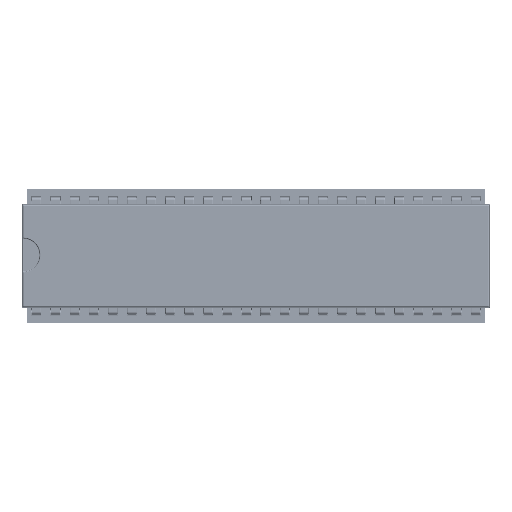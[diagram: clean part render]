
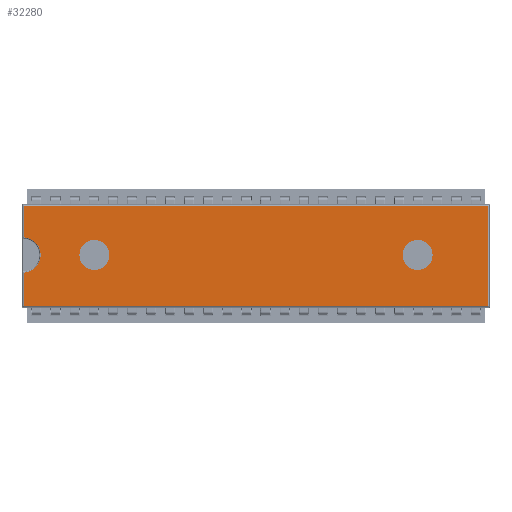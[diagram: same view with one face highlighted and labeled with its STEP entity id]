
A CAD part, top view. The second image highlights one B-rep face of the part: STEP entity #32280.
In plain terms, the highlighted planar face has unit normal (0, 0, 1).
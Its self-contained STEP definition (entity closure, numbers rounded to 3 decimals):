
#622=FACE_BOUND('',#5341,.T.);
#623=FACE_BOUND('',#5342,.T.);
#1946=PLANE('',#34598);
#3660=FACE_OUTER_BOUND('',#5340,.T.);
#5340=EDGE_LOOP('',(#29071,#29072,#29073,#29074,#29075,#29076));
#5341=EDGE_LOOP('',(#29077));
#5342=EDGE_LOOP('',(#29078));
#9014=LINE('',#55167,#12685);
#9015=LINE('',#55171,#12686);
#9016=LINE('',#55173,#12687);
#9017=LINE('',#55175,#12688);
#9018=LINE('',#55176,#12689);
#12685=VECTOR('',#42603,10.);
#12686=VECTOR('',#42608,10.);
#12687=VECTOR('',#42609,10.);
#12688=VECTOR('',#42610,10.);
#12689=VECTOR('',#42611,10.);
#13319=CIRCLE('',#34588,2.35);
#13324=CIRCLE('',#34599,2.);
#13325=CIRCLE('',#34600,2.);
#16317=VERTEX_POINT('',#55123);
#16318=VERTEX_POINT('',#55125);
#16324=VERTEX_POINT('',#55166);
#16325=VERTEX_POINT('',#55170);
#16326=VERTEX_POINT('',#55172);
#16327=VERTEX_POINT('',#55174);
#16328=VERTEX_POINT('',#55177);
#16329=VERTEX_POINT('',#55179);
#20806=EDGE_CURVE('',#16318,#16317,#13319,.T.);
#20816=EDGE_CURVE('',#16317,#16324,#9014,.T.);
#20818=EDGE_CURVE('',#16325,#16318,#9015,.T.);
#20819=EDGE_CURVE('',#16326,#16325,#9016,.T.);
#20820=EDGE_CURVE('',#16327,#16326,#9017,.T.);
#20821=EDGE_CURVE('',#16324,#16327,#9018,.T.);
#20822=EDGE_CURVE('',#16328,#16328,#13324,.T.);
#20823=EDGE_CURVE('',#16329,#16329,#13325,.T.);
#29071=ORIENTED_EDGE('',*,*,#20806,.F.);
#29072=ORIENTED_EDGE('',*,*,#20818,.F.);
#29073=ORIENTED_EDGE('',*,*,#20819,.F.);
#29074=ORIENTED_EDGE('',*,*,#20820,.F.);
#29075=ORIENTED_EDGE('',*,*,#20821,.F.);
#29076=ORIENTED_EDGE('',*,*,#20816,.F.);
#29077=ORIENTED_EDGE('',*,*,#20822,.T.);
#29078=ORIENTED_EDGE('',*,*,#20823,.T.);
#32280=ADVANCED_FACE('',(#3660,#622,#623),#1946,.T.);
#34588=AXIS2_PLACEMENT_3D('',#55127,#42580,#42581);
#34598=AXIS2_PLACEMENT_3D('',#55169,#42606,#42607);
#34599=AXIS2_PLACEMENT_3D('',#55178,#42612,#42613);
#34600=AXIS2_PLACEMENT_3D('',#55180,#42614,#42615);
#42580=DIRECTION('center_axis',(0.,0.,1.));
#42581=DIRECTION('ref_axis',(1.,0.,0.));
#42603=DIRECTION('',(0.,1.,0.));
#42606=DIRECTION('center_axis',(0.,0.,1.));
#42607=DIRECTION('ref_axis',(1.,0.,0.));
#42608=DIRECTION('',(0.,1.,0.));
#42609=DIRECTION('',(-1.,0.,0.));
#42610=DIRECTION('',(0.,-1.,0.));
#42611=DIRECTION('',(1.,0.,0.));
#42612=DIRECTION('center_axis',(0.,0.,-1.));
#42613=DIRECTION('ref_axis',(-1.,0.,0.));
#42614=DIRECTION('center_axis',(0.,0.,-1.));
#42615=DIRECTION('ref_axis',(-1.,0.,0.));
#55123=CARTESIAN_POINT('',(-0.772,10.383,3.85));
#55125=CARTESIAN_POINT('',(-0.772,5.686,3.85));
#55127=CARTESIAN_POINT('Origin',(-0.865,8.035,3.85));
#55166=CARTESIAN_POINT('',(-0.772,14.572,3.85));
#55167=CARTESIAN_POINT('',(-0.772,9.625,3.85));
#55169=CARTESIAN_POINT('Origin',(30.125,7.9,3.85));
#55170=CARTESIAN_POINT('',(-0.772,1.228,3.85));
#55171=CARTESIAN_POINT('',(-0.772,9.625,3.85));
#55172=CARTESIAN_POINT('',(61.022,1.228,3.85));
#55173=CARTESIAN_POINT('',(22.344,1.228,3.85));
#55174=CARTESIAN_POINT('',(61.022,14.572,3.85));
#55175=CARTESIAN_POINT('',(61.022,6.175,3.85));
#55176=CARTESIAN_POINT('',(37.906,14.572,3.85));
#55177=CARTESIAN_POINT('',(53.615,8.035,3.85));
#55178=CARTESIAN_POINT('Origin',(51.615,8.035,3.85));
#55179=CARTESIAN_POINT('',(10.635,8.035,3.85));
#55180=CARTESIAN_POINT('Origin',(8.635,8.035,3.85));
